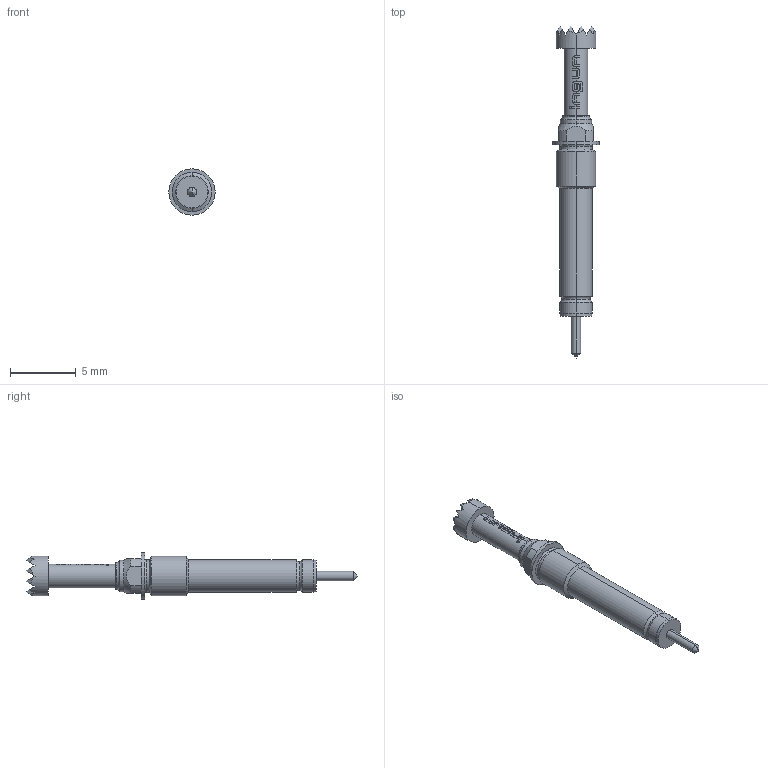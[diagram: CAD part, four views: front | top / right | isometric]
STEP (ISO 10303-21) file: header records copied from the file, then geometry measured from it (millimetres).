
FILE_DESCRIPTION (( 'STEP AP203' ), '1' );
FILE_NAME ('INGUN_SKS-115_306_300_A_xx02_M.STEP', '2020-12-17T09:23:04', ( '' ), ( '' ), 'SwSTEP 2.0', 'SolidWorks 2018', '' );
FILE_SCHEMA (( 'CONFIG_CONTROL_DESIGN' ));
Length unit declared in the file: millimetre
Products named in the file (1): INGUN_SKS-115_306_300_A_xx02_M
Bounding box: 3.5 x 25.15 x 3.5 mm (x, y, z)
Volume: 103.7 mm3; surface area: 207.3 mm2
Topology: 1 solids, 1 shells, 180 faces, 433 edges, 260 vertices
Faces by surface type: plane 106, cylinder 34, bspline 22, torus 10, cone 8
Entity records: 5508 total; most frequent: CARTESIAN_POINT 1528, ORIENTED_EDGE 862, DIRECTION 747, EDGE_CURVE 431, AXIS2_PLACEMENT_3D 281, VERTEX_POINT 260, EDGE_LOOP 187, VECTOR 185
